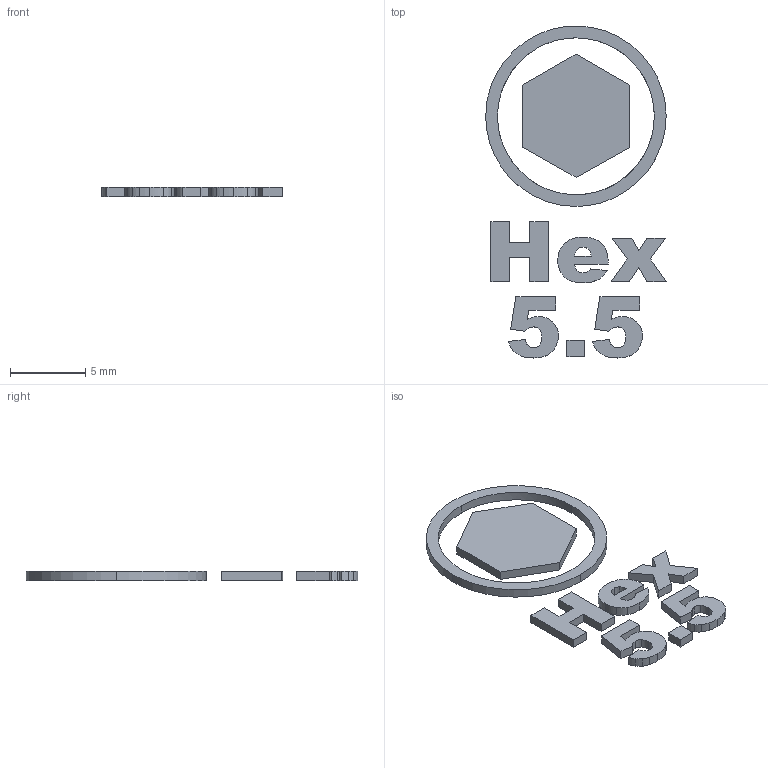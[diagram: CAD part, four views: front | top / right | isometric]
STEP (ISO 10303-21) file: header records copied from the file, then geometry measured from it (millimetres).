
FILE_DESCRIPTION(/* description */ (''),/* implementation_level */ '2;1');
FILE_NAME(/* name */ 'External hex 5.5.step',/* time_stamp */ '2023-03-31T18:00:29+02:00',/* author */ (''),/* organization */ (''),/* preprocessor_version */ 'ST-DEVELOPER v19.2',/* originating_system */ 'Autodesk Translation Framework v11.17.0.187',/* authorisation */ '');
FILE_SCHEMA (('AUTOMOTIVE_DESIGN { 1 0 10303 214 3 1 1 }'));
Length unit declared in the file: millimetre
Products named in the file (1): External hex 5.5
Bounding box: 12.01 x 22.07 x 0.6 mm (x, y, z)
Volume: 68.7 mm3; surface area: 347.5 mm2
Topology: 8 solids, 8 shells, 132 faces, 348 edges, 232 vertices
Faces by surface type: plane 68, bspline 64
Entity records: 4610 total; most frequent: CARTESIAN_POINT 1769, ORIENTED_EDGE 696, DIRECTION 358, EDGE_CURVE 348, VERTEX_POINT 232, LINE 220, VECTOR 220, EDGE_LOOP 136
